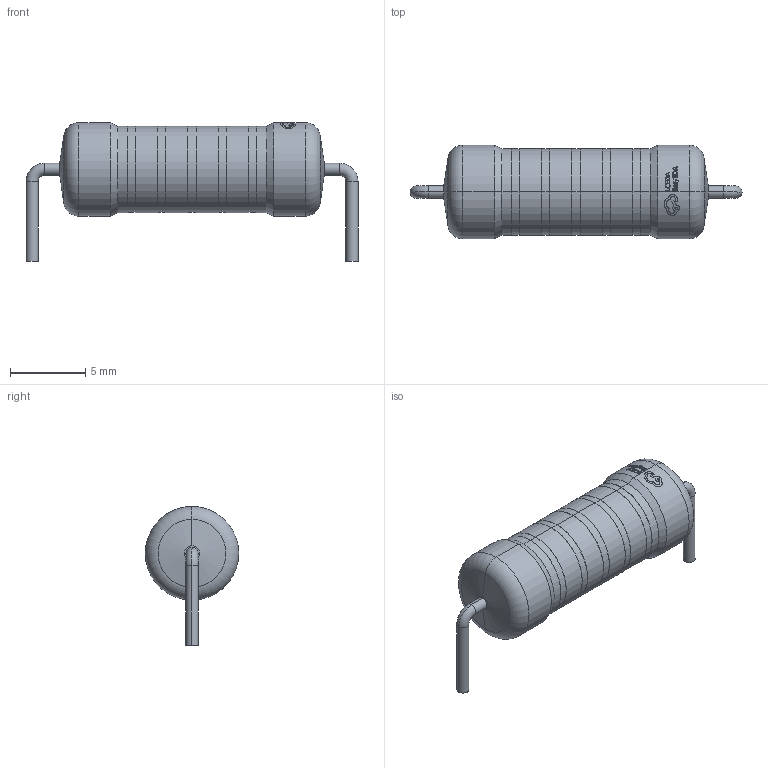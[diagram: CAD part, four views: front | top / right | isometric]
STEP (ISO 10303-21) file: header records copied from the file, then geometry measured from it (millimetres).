
FILE_DESCRIPTION (( 'STEP AP214' ), '1' );
FILE_NAME ('RES-TH_BD6.2-L17.5-P21.2-D0.8.step', '2022-07-28T09:18:48', ( '' ), ( '' ), 'SwSTEP 2.0', 'SolidWorks 2020', '' );
FILE_SCHEMA (( 'AUTOMOTIVE_DESIGN' ));
Length unit declared in the file: millimetre
Products named in the file (1): RES-TH_BD6.2-L17.5-P21.2-D0.8
Bounding box: 22 x 6.2 x 9.2 mm (x, y, z)
Volume: 470 mm3; surface area: 400.8 mm2
Topology: 1 solids, 1 shells, 288 faces, 741 edges, 486 vertices
Faces by surface type: plane 121, bspline 98, cylinder 53, torus 8, cone 8
Entity records: 13651 total; most frequent: CARTESIAN_POINT 4118, ORIENTED_EDGE 1482, DIRECTION 1063, EDGE_CURVE 741, VERTEX_POINT 486, AXIS2_PLACEMENT_3D 373, EDGE_LOOP 319, VECTOR 317
